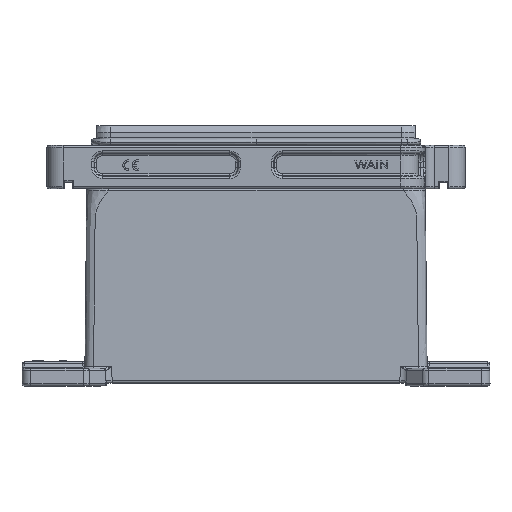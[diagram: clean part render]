
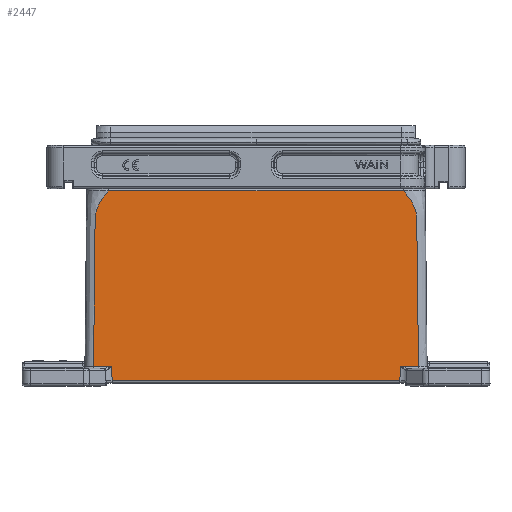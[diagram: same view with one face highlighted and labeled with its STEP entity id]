
A CAD part, top view. The second image highlights one B-rep face of the part: STEP entity #2447.
In plain terms, the highlighted planar face has unit normal (0, 0.011, 1).
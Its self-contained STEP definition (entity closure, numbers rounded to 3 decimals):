
#1406=PLANE('',#23361);
#2447=ADVANCED_FACE('NONE',(#3883),#1406,.T.);
#3883=FACE_OUTER_BOUND('',#5247,.T.);
#5247=EDGE_LOOP('',(#13351,#13352,#13353,#13354,#13355,#13356,#13357,#13358));
#7089=LINE('',#44899,#8378);
#7119=LINE('',#45479,#8408);
#7139=LINE('',#46170,#8428);
#8378=VECTOR('',#27005,1.);
#8408=VECTOR('',#27197,1.);
#8428=VECTOR('',#27265,1.);
#13351=ORIENTED_EDGE('',*,*,#20049,.T.);
#13352=ORIENTED_EDGE('',*,*,#19875,.F.);
#13353=ORIENTED_EDGE('',*,*,#20047,.T.);
#13354=ORIENTED_EDGE('',*,*,#20050,.T.);
#13355=ORIENTED_EDGE('',*,*,#19922,.F.);
#13356=ORIENTED_EDGE('',*,*,#19987,.F.);
#13357=ORIENTED_EDGE('',*,*,#20007,.F.);
#13358=ORIENTED_EDGE('',*,*,#20051,.T.);
#16962=VERTEX_POINT('',#44893);
#16963=VERTEX_POINT('',#44900);
#16988=VERTEX_POINT('',#45115);
#16989=VERTEX_POINT('',#45116);
#17017=VERTEX_POINT('',#45478);
#17028=VERTEX_POINT('',#45673);
#17050=VERTEX_POINT('',#46152);
#17051=VERTEX_POINT('',#46169);
#19875=EDGE_CURVE('NONE',#16962,#16963,#7089,.T.);
#19922=EDGE_CURVE('NONE',#16988,#16989,#21890,.T.);
#19987=EDGE_CURVE('NONE',#17017,#16988,#7119,.T.);
#20007=EDGE_CURVE('NONE',#17028,#17017,#21914,.T.);
#20047=EDGE_CURVE('NONE',#16962,#17050,#21942,.T.);
#20049=EDGE_CURVE('NONE',#17051,#16963,#21944,.T.);
#20050=EDGE_CURVE('NONE',#17050,#16989,#7139,.T.);
#20051=EDGE_CURVE('NONE',#17028,#17051,#21945,.T.);
#21890=B_SPLINE_CURVE_WITH_KNOTS('',3,(#45103,#45104,#45105,#45106,#45107,
#45108,#45109,#45110,#45111,#45112,#45113,#45114),.UNSPECIFIED.,.F.,.F.,
(4,2,2,2,2,4),(0.,0.125,0.188,0.25,
0.5,1.),.UNSPECIFIED.);
#21914=B_SPLINE_CURVE_WITH_KNOTS('',3,(#45674,#45675,#45676,#45677,#45678,
#45679,#45680,#45681,#45682,#45683,#45684,#45685,#45686,#45687,#45688,#45689,
#45690,#45691,#45692,#45693,#45694,#45695,#45696,#45697,#45698,#45699,#45700,
#45701,#45702,#45703,#45704,#45705,#45706,#45707,#45708,#45709,#45710,#45711,
#45712,#45713,#45714,#45715,#45716,#45717,#45718,#45719,#45720,#45721,#45722,
#45723,#45724),.UNSPECIFIED.,.F.,.F.,(4,2,1,1,1,1,1,1,2,2,2,2,1,1,1,2,2,
2,2,2,2,2,2,2,2,2,2,2,2,4),(0.,0.25,0.375,0.438,
0.469,0.484,0.492,0.496,
0.498,0.5,0.625,0.688,0.719,
0.734,0.742,0.746,0.75,
0.813,0.828,0.836,0.844,
0.859,0.867,0.871,0.875,
0.906,0.922,0.93,0.938,1.),
 .UNSPECIFIED.);
#21942=B_SPLINE_CURVE_WITH_KNOTS('',3,(#46153,#46154,#46155,#46156,#46157,
#46158,#46159),.UNSPECIFIED.,.F.,.F.,(4,3,4),(0.,0.01,1.),
 .UNSPECIFIED.);
#21944=B_SPLINE_CURVE_WITH_KNOTS('',3,(#46165,#46166,#46167,#46168),
 .UNSPECIFIED.,.F.,.F.,(4,4),(0.,1.),.UNSPECIFIED.);
#21945=B_SPLINE_CURVE_WITH_KNOTS('',3,(#46171,#46172,#46173,#46174),
 .UNSPECIFIED.,.F.,.F.,(4,4),(0.,1.),.UNSPECIFIED.);
#23361=AXIS2_PLACEMENT_3D('',#46175,#27266,#27267);
#27005=DIRECTION('',(-1.,0.,0.));
#27197=DIRECTION('',(1.,0.,0.));
#27265=DIRECTION('',(1.,0.,0.));
#27266=DIRECTION('',(0.,0.01,1.));
#27267=DIRECTION('',(0.,-1.,0.01));
#44893=CARTESIAN_POINT('',(174.411,2.311,-10.053));
#44899=CARTESIAN_POINT('',(38.439,2.311,-10.054));
#44900=CARTESIAN_POINT('',(41.554,2.311,-10.053));
#45103=CARTESIAN_POINT('',(175.942,90.011,-10.972));
#45104=CARTESIAN_POINT('',(178.167,87.668,-10.948));
#45105=CARTESIAN_POINT('',(180.187,84.959,-10.919));
#45106=CARTESIAN_POINT('',(181.906,80.139,-10.869));
#45107=CARTESIAN_POINT('',(182.21,78.41,-10.851));
#45108=CARTESIAN_POINT('',(182.259,74.939,-10.814));
#45109=CARTESIAN_POINT('',(182.269,73.203,-10.796));
#45110=CARTESIAN_POINT('',(182.361,64.526,-10.705));
#45111=CARTESIAN_POINT('',(182.432,57.584,-10.633));
#45112=CARTESIAN_POINT('',(182.651,36.758,-10.415));
#45113=CARTESIAN_POINT('',(182.796,22.874,-10.269));
#45114=CARTESIAN_POINT('',(182.942,8.99,-10.124));
#45115=CARTESIAN_POINT('',(175.942,90.011,-10.972));
#45116=CARTESIAN_POINT('',(182.942,8.99,-10.124));
#45478=CARTESIAN_POINT('',(40.023,90.011,-10.972));
#45479=CARTESIAN_POINT('',(32.63,90.011,-10.972));
#45673=CARTESIAN_POINT('',(33.024,8.99,-10.124));
#45674=CARTESIAN_POINT('',(33.024,8.99,-10.124));
#45675=CARTESIAN_POINT('',(33.105,16.737,-10.205));
#45676=CARTESIAN_POINT('',(33.181,23.997,-10.281));
#45677=CARTESIAN_POINT('',(33.287,34.156,-10.387));
#45678=CARTESIAN_POINT('',(33.338,39.053,-10.439));
#45679=CARTESIAN_POINT('',(33.395,44.446,-10.495));
#45680=CARTESIAN_POINT('',(33.422,47.062,-10.523));
#45681=CARTESIAN_POINT('',(33.436,48.35,-10.536));
#45682=CARTESIAN_POINT('',(33.442,48.99,-10.543));
#45683=CARTESIAN_POINT('',(33.446,49.308,-10.546));
#45684=CARTESIAN_POINT('',(33.447,49.444,-10.548));
#45685=CARTESIAN_POINT('',(33.448,49.535,-10.548));
#45686=CARTESIAN_POINT('',(33.448,49.526,-10.548));
#45687=CARTESIAN_POINT('',(33.516,55.982,-10.616));
#45688=CARTESIAN_POINT('',(33.567,60.854,-10.667));
#45689=CARTESIAN_POINT('',(33.62,65.934,-10.72));
#45690=CARTESIAN_POINT('',(33.634,67.255,-10.734));
#45691=CARTESIAN_POINT('',(33.649,68.681,-10.749));
#45692=CARTESIAN_POINT('',(33.655,69.255,-10.755));
#45693=CARTESIAN_POINT('',(33.659,69.68,-10.759));
#45694=CARTESIAN_POINT('',(33.661,69.832,-10.761));
#45695=CARTESIAN_POINT('',(33.661,69.884,-10.762));
#45696=CARTESIAN_POINT('',(33.662,69.916,-10.762));
#45697=CARTESIAN_POINT('',(33.661,69.891,-10.762));
#45698=CARTESIAN_POINT('',(33.671,70.778,-10.771));
#45699=CARTESIAN_POINT('',(33.691,72.448,-10.788));
#45700=CARTESIAN_POINT('',(33.721,75.666,-10.822));
#45701=CARTESIAN_POINT('',(33.729,76.223,-10.828));
#45702=CARTESIAN_POINT('',(33.747,76.93,-10.835));
#45703=CARTESIAN_POINT('',(33.754,77.144,-10.838));
#45704=CARTESIAN_POINT('',(33.772,77.528,-10.842));
#45705=CARTESIAN_POINT('',(33.78,77.667,-10.843));
#45706=CARTESIAN_POINT('',(33.817,78.207,-10.849));
#45707=CARTESIAN_POINT('',(33.857,78.575,-10.853));
#45708=CARTESIAN_POINT('',(33.942,79.136,-10.859));
#45709=CARTESIAN_POINT('',(33.975,79.324,-10.861));
#45710=CARTESIAN_POINT('',(34.031,79.609,-10.864));
#45711=CARTESIAN_POINT('',(34.051,79.704,-10.865));
#45712=CARTESIAN_POINT('',(34.092,79.895,-10.868));
#45713=CARTESIAN_POINT('',(34.125,80.035,-10.869));
#45714=CARTESIAN_POINT('',(34.238,80.504,-10.875));
#45715=CARTESIAN_POINT('',(34.418,81.155,-10.882));
#45716=CARTESIAN_POINT('',(34.899,82.432,-10.897));
#45717=CARTESIAN_POINT('',(35.095,82.907,-10.903));
#45718=CARTESIAN_POINT('',(35.459,83.681,-10.913));
#45719=CARTESIAN_POINT('',(35.592,83.95,-10.916));
#45720=CARTESIAN_POINT('',(35.885,84.504,-10.923));
#45721=CARTESIAN_POINT('',(36.067,84.829,-10.927));
#45722=CARTESIAN_POINT('',(37.432,87.122,-10.953));
#45723=CARTESIAN_POINT('',(38.79,88.704,-10.965));
#45724=CARTESIAN_POINT('',(40.022,90.011,-10.972));
#46152=CARTESIAN_POINT('',(174.507,8.989,-10.124));
#46153=CARTESIAN_POINT('',(174.41,2.244,-10.053));
#46154=CARTESIAN_POINT('',(174.411,2.266,-10.053));
#46155=CARTESIAN_POINT('',(174.411,2.288,-10.054));
#46156=CARTESIAN_POINT('',(174.411,2.311,-10.054));
#46157=CARTESIAN_POINT('',(174.443,4.537,-10.077));
#46158=CARTESIAN_POINT('',(174.475,6.763,-10.1));
#46159=CARTESIAN_POINT('',(174.507,8.989,-10.124));
#46165=CARTESIAN_POINT('',(41.459,8.99,-10.124));
#46166=CARTESIAN_POINT('',(41.49,6.763,-10.1));
#46167=CARTESIAN_POINT('',(41.522,4.537,-10.077));
#46168=CARTESIAN_POINT('',(41.554,2.311,-10.054));
#46169=CARTESIAN_POINT('',(41.459,8.99,-10.124));
#46170=CARTESIAN_POINT('',(25.911,8.99,-10.124));
#46171=CARTESIAN_POINT('',(33.024,8.99,-10.124));
#46172=CARTESIAN_POINT('',(35.835,8.99,-10.124));
#46173=CARTESIAN_POINT('',(38.647,8.99,-10.124));
#46174=CARTESIAN_POINT('',(41.459,8.99,-10.124));
#46175=CARTESIAN_POINT('',(25.911,91.,-10.983));
